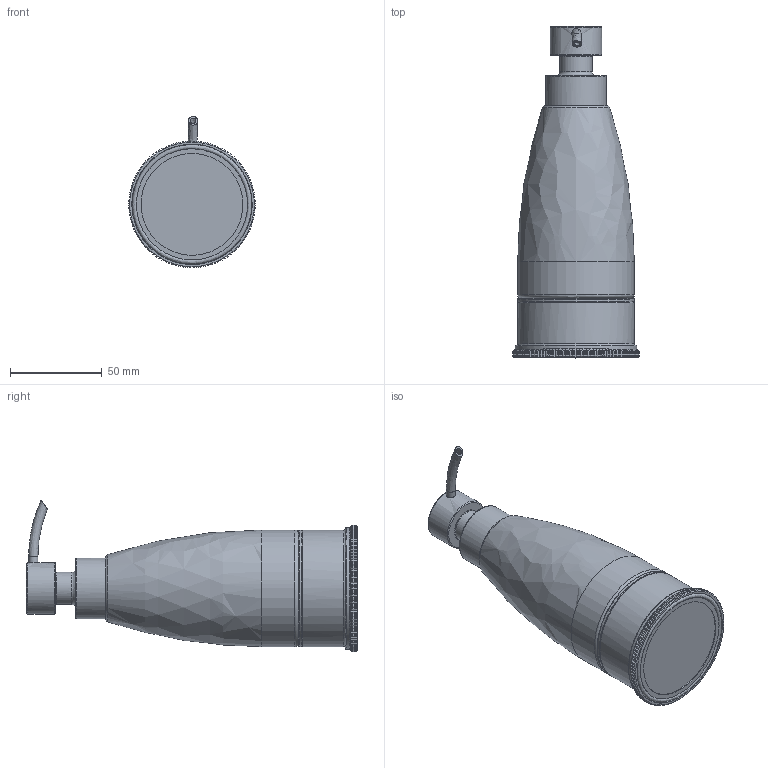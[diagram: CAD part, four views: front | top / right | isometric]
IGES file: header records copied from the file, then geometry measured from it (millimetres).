
Global section: file name: N6666; native system: Autodesk Inventor 2014; preprocessor: unknown; author: adaniels; date: 20140320.105653; units: millimetre
Bounding box: 69 x 180.8 x 82.44 mm (x, y, z)
Volume: 133262.6 mm3; surface area: 95569.4 mm2
Topology: 5 solids, 5 shells, 790 faces, 1791 edges, 1034 vertices
Faces by surface type: bspline 790
